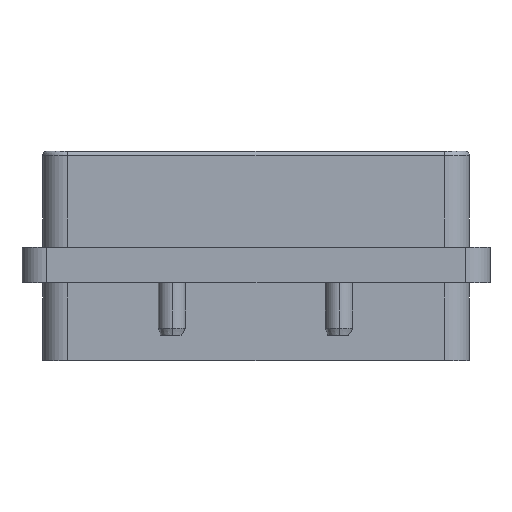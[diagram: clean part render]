
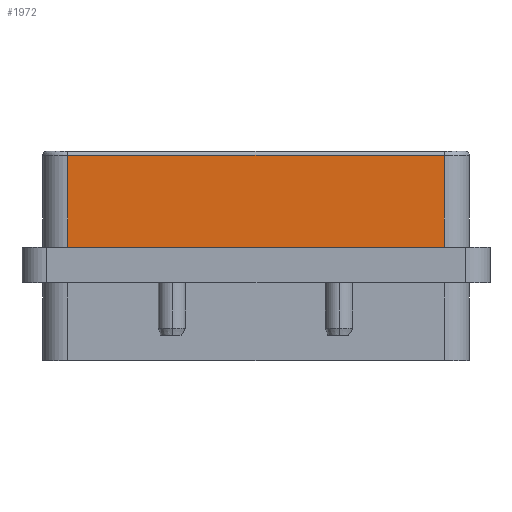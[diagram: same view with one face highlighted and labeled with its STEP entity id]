
A CAD part, front view. The second image highlights one B-rep face of the part: STEP entity #1972.
In plain terms, the highlighted planar face has unit normal (0, -1, 0).
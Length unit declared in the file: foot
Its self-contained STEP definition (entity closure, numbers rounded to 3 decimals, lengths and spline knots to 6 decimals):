
#41 = DIRECTION ( 'NONE',  ( 0., 0., 1. ) ) ;
#379 = VECTOR ( 'NONE', #6051, 3.28084 ) ;
#384 = VECTOR ( 'NONE', #4944, 3.28084 ) ;
#674 = ORIENTED_EDGE ( 'NONE', *, *, #6936, .T. ) ;
#860 = VECTOR ( 'NONE', #41, 3.28084 ) ;
#868 = VERTEX_POINT ( 'NONE', #3867 ) ;
#1339 = ORIENTED_EDGE ( 'NONE', *, *, #3126, .F. ) ;
#1711 = ORIENTED_EDGE ( 'NONE', *, *, #5765, .T. ) ;
#1924 = EDGE_CURVE ( 'NONE', #5123, #2270, #4449, .T. ) ;
#1972 = ADVANCED_FACE ( 'NONE', ( #2313 ), #3350, .T. ) ;
#2182 = VERTEX_POINT ( 'NONE', #3271 ) ;
#2204 = CARTESIAN_POINT ( 'NONE',  ( -0.037583, -0.025, 0.020066 ) ) ;
#2270 = VERTEX_POINT ( 'NONE', #2591 ) ;
#2313 = FACE_OUTER_BOUND ( 'NONE', #6154, .T. ) ;
#2591 = CARTESIAN_POINT ( 'NONE',  ( -0.037583, -0.025, 0.020066 ) ) ;
#3126 = EDGE_CURVE ( 'NONE', #868, #5123, #4948, .T. ) ;
#3271 = CARTESIAN_POINT ( 'NONE',  ( 0.037583, -0.025, 0.020066 ) ) ;
#3350 = PLANE ( 'NONE',  #4866 ) ;
#3846 = LINE ( 'NONE', #4880, #379 ) ;
#3867 = CARTESIAN_POINT ( 'NONE',  ( 0.037583, -0.025, 0.001739 ) ) ;
#4449 = LINE ( 'NONE', #5557, #860 ) ;
#4452 = DIRECTION ( 'NONE',  ( -1., 0., 0. ) ) ;
#4487 = DIRECTION ( 'NONE',  ( 0., -1., 0. ) ) ;
#4531 = CARTESIAN_POINT ( 'NONE',  ( -0.037583, -0.025, 0.001739 ) ) ;
#4791 = VECTOR ( 'NONE', #4452, 3.28084 ) ;
#4866 = AXIS2_PLACEMENT_3D ( 'NONE', #5512, #4487, #5082 ) ;
#4880 = CARTESIAN_POINT ( 'NONE',  ( 0.037583, -0.025, -0.020899 ) ) ;
#4944 = DIRECTION ( 'NONE',  ( -1., 0., 0. ) ) ;
#4948 = LINE ( 'NONE', #4531, #4791 ) ;
#5033 = ORIENTED_EDGE ( 'NONE', *, *, #1924, .F. ) ;
#5082 = DIRECTION ( 'NONE',  ( 0., 0., -1. ) ) ;
#5123 = VERTEX_POINT ( 'NONE', #5200 ) ;
#5200 = CARTESIAN_POINT ( 'NONE',  ( -0.037583, -0.025, 0.001739 ) ) ;
#5345 = LINE ( 'NONE', #2204, #384 ) ;
#5512 = CARTESIAN_POINT ( 'NONE',  ( -0.037583, -0.025, -0.020899 ) ) ;
#5557 = CARTESIAN_POINT ( 'NONE',  ( -0.037583, -0.025, -0.020899 ) ) ;
#5765 = EDGE_CURVE ( 'NONE', #868, #2182, #3846, .T. ) ;
#6051 = DIRECTION ( 'NONE',  ( 0., 0., 1. ) ) ;
#6154 = EDGE_LOOP ( 'NONE', ( #1711, #674, #5033, #1339 ) ) ;
#6936 = EDGE_CURVE ( 'NONE', #2182, #2270, #5345, .T. ) ;
